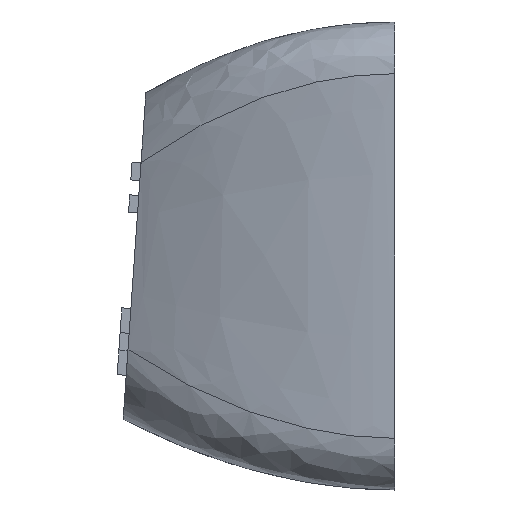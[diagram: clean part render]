
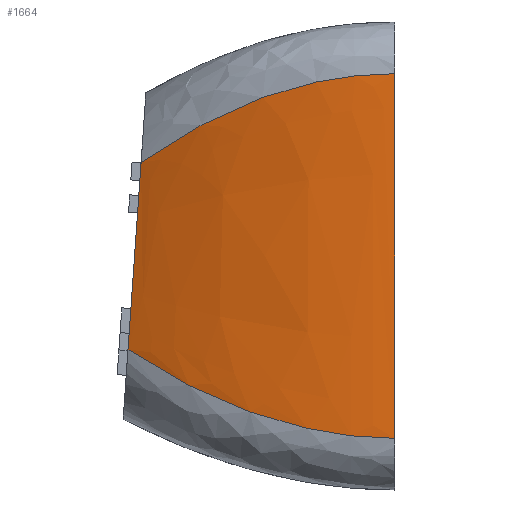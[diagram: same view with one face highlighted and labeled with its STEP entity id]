
A CAD part, left-side view. The second image highlights one B-rep face of the part: STEP entity #1664.
In plain terms, the highlighted free-form (B-spline) face has degree [3, 3] with [4, 4] control points.
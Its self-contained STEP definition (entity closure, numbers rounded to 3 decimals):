
#53=B_SPLINE_SURFACE_WITH_KNOTS('',3,3,((#2944,#2945,#2946,#2947),(#2948,
#2949,#2950,#2951),(#2952,#2953,#2954,#2955),(#2956,#2957,#2958,#2959)),
 .UNSPECIFIED.,.F.,.F.,.F.,(4,4),(4,4),(0.,1.),(0.,1.),.UNSPECIFIED.);
#96=B_SPLINE_CURVE_WITH_KNOTS('',3,(#2940,#2941,#2942,#2943),
 .UNSPECIFIED.,.F.,.F.,(4,4),(0.,1.),.UNSPECIFIED.);
#97=B_SPLINE_CURVE_WITH_KNOTS('',3,(#2960,#2961,#2962,#2963),
 .UNSPECIFIED.,.F.,.F.,(4,4),(0.,1.),.UNSPECIFIED.);
#135=FACE_OUTER_BOUND('',#232,.T.);
#232=EDGE_LOOP('',(#1265,#1266,#1267,#1268));
#357=LINE('',#2898,#546);
#358=LINE('',#2904,#547);
#546=VECTOR('',#1950,10.);
#547=VECTOR('',#1955,10.);
#729=VERTEX_POINT('',#2884);
#735=VERTEX_POINT('',#2896);
#737=VERTEX_POINT('',#2901);
#738=VERTEX_POINT('',#2903);
#925=EDGE_CURVE('',#729,#735,#357,.T.);
#927=EDGE_CURVE('',#737,#738,#358,.T.);
#935=EDGE_CURVE('',#737,#729,#96,.T.);
#936=EDGE_CURVE('',#738,#735,#97,.T.);
#1265=ORIENTED_EDGE('',*,*,#927,.F.);
#1266=ORIENTED_EDGE('',*,*,#935,.T.);
#1267=ORIENTED_EDGE('',*,*,#925,.T.);
#1268=ORIENTED_EDGE('',*,*,#936,.F.);
#1664=ADVANCED_FACE('',(#135),#53,.F.);
#1950=DIRECTION('',(0.,0.,1.));
#1955=DIRECTION('',(0.,-0.07,0.998));
#2884=CARTESIAN_POINT('',(0.,0.,2.));
#2896=CARTESIAN_POINT('',(0.,0.,16.1));
#2898=CARTESIAN_POINT('',(0.,0.,2.));
#2901=CARTESIAN_POINT('',(2.7,10.32,5.433));
#2903=CARTESIAN_POINT('',(2.7,9.814,12.671));
#2904=CARTESIAN_POINT('',(2.7,10.32,5.433));
#2940=CARTESIAN_POINT('Ctrl Pts',(2.7,10.32,5.433));
#2941=CARTESIAN_POINT('Ctrl Pts',(0.9,6.88,3.144));
#2942=CARTESIAN_POINT('Ctrl Pts',(0.,3.356,
2.));
#2943=CARTESIAN_POINT('Ctrl Pts',(0.,0.,2.));
#2944=CARTESIAN_POINT('Ctrl Pts',(2.7,10.32,5.433));
#2945=CARTESIAN_POINT('Ctrl Pts',(0.9,6.88,3.144));
#2946=CARTESIAN_POINT('Ctrl Pts',(0.,3.356,
2.));
#2947=CARTESIAN_POINT('Ctrl Pts',(0.,0.,2.));
#2948=CARTESIAN_POINT('Ctrl Pts',(2.7,10.221,6.843));
#2949=CARTESIAN_POINT('Ctrl Pts',(0.939,6.814,4.776));
#2950=CARTESIAN_POINT('Ctrl Pts',(0.,3.356,
3.047));
#2951=CARTESIAN_POINT('Ctrl Pts',(0.,0.,3.047));
#2952=CARTESIAN_POINT('Ctrl Pts',(2.7,9.913,11.261));
#2953=CARTESIAN_POINT('Ctrl Pts',(0.939,6.608,13.325));
#2954=CARTESIAN_POINT('Ctrl Pts',(0.,3.356,
15.053));
#2955=CARTESIAN_POINT('Ctrl Pts',(0.,0.,15.053));
#2956=CARTESIAN_POINT('Ctrl Pts',(2.7,9.814,12.671));
#2957=CARTESIAN_POINT('Ctrl Pts',(0.9,6.543,14.957));
#2958=CARTESIAN_POINT('Ctrl Pts',(0.,3.356,
16.1));
#2959=CARTESIAN_POINT('Ctrl Pts',(0.,0.,16.1));
#2960=CARTESIAN_POINT('Ctrl Pts',(2.7,9.814,12.671));
#2961=CARTESIAN_POINT('Ctrl Pts',(0.9,6.543,14.957));
#2962=CARTESIAN_POINT('Ctrl Pts',(0.,3.356,
16.1));
#2963=CARTESIAN_POINT('Ctrl Pts',(0.,0.,
16.1));
